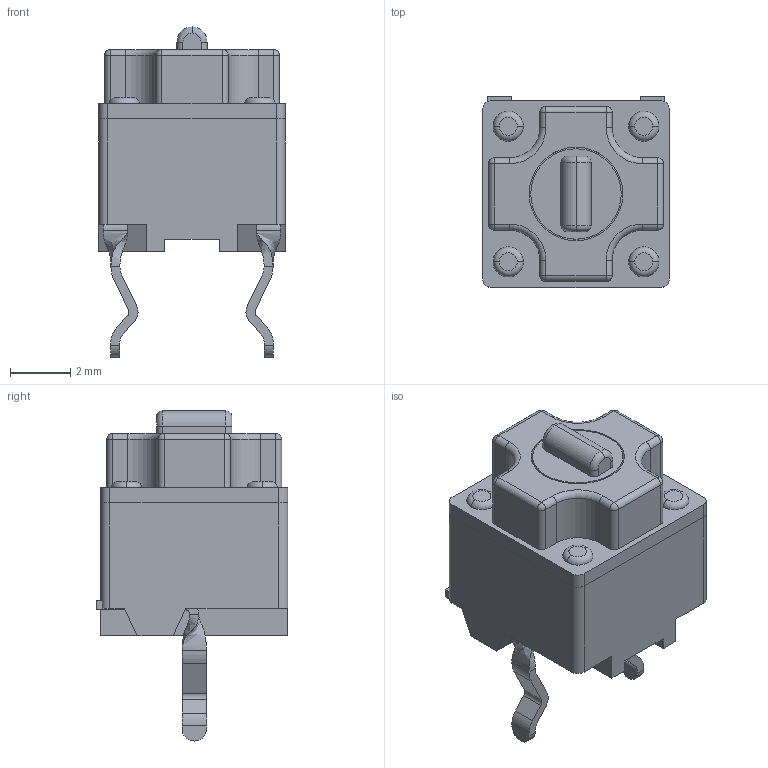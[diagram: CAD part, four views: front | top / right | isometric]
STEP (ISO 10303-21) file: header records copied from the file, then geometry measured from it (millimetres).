
FILE_DESCRIPTION (( 'STEP AP214' ), '1' );
FILE_NAME ('SW-TH_L6.2-W6.2-P5.00.STEP', '2022-08-16T03:26:41', ( '' ), ( '' ), 'SwSTEP 2.0', 'SolidWorks 2020', '' );
FILE_SCHEMA (( 'AUTOMOTIVE_DESIGN' ));
Length unit declared in the file: millimetre
Products named in the file (1): SW-TH_L6.2-W6.2-P5.00
Bounding box: 6.2 x 6.35 x 10.95 mm (x, y, z)
Volume: 216.2 mm3; surface area: 373.2 mm2
Topology: 4 solids, 4 shells, 410 faces, 1070 edges, 690 vertices
Faces by surface type: plane 218, bspline 106, cylinder 62, torus 16, sphere 8
Entity records: 15221 total; most frequent: CARTESIAN_POINT 3613, ORIENTED_EDGE 2124, DIRECTION 1622, EDGE_CURVE 1062, LINE 696, VECTOR 696, VERTEX_POINT 690, AXIS2_PLACEMENT_3D 463
